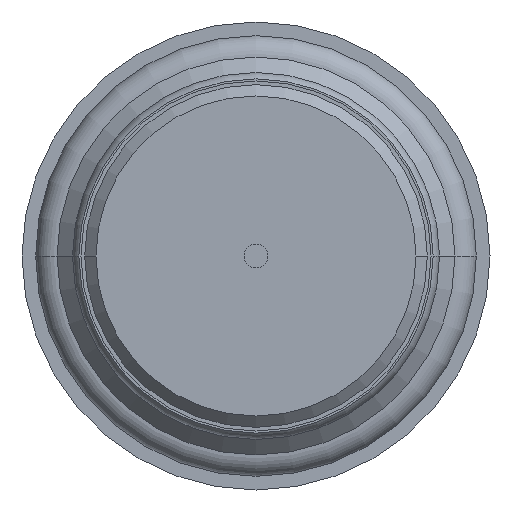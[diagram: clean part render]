
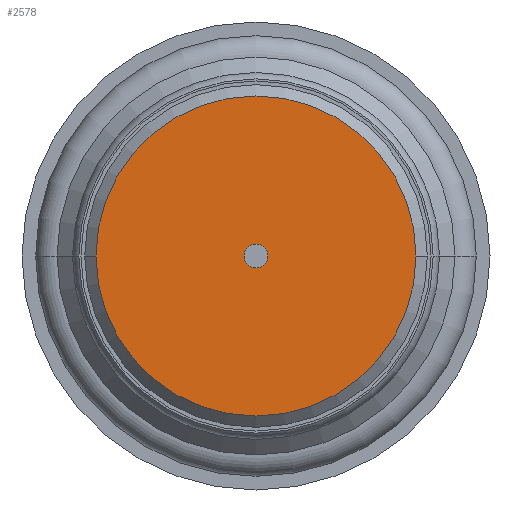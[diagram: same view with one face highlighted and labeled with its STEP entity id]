
A CAD part, left-side view. The second image highlights one B-rep face of the part: STEP entity #2578.
In plain terms, the highlighted planar face has unit normal (-1, 0, 0).
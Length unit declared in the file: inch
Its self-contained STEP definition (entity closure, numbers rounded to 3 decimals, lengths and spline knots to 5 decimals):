
#400=CARTESIAN_POINT('',(-2.118,0.,0.));
#401=DIRECTION('',(-1.,0.,0.));
#402=DIRECTION('',(0.,-1.,0.));
#403=AXIS2_PLACEMENT_3D('',#400,#401,#402);
#416=CARTESIAN_POINT('',(-2.118,0.,0.));
#417=DIRECTION('',(1.,0.,0.));
#418=DIRECTION('',(0.,1.,0.));
#419=AXIS2_PLACEMENT_3D('',#416,#417,#418);
#424=CARTESIAN_POINT('',(-2.118,0.,0.));
#425=DIRECTION('',(1.,0.,0.));
#426=DIRECTION('',(0.,-1.,0.));
#427=AXIS2_PLACEMENT_3D('',#424,#425,#426);
#432=CARTESIAN_POINT('',(-2.118,0.,0.));
#433=DIRECTION('',(1.,0.,0.));
#434=DIRECTION('',(0.,-1.,0.));
#435=AXIS2_PLACEMENT_3D('',#432,#433,#434);
#2017=CARTESIAN_POINT('',(-2.118,-0.4275,0.));
#2018=CARTESIAN_POINT('',(-2.118,0.4275,0.));
#2019=VERTEX_POINT('',#2017);
#2020=VERTEX_POINT('',#2018);
#2127=CARTESIAN_POINT('',(-2.118,0.0315,0.));
#2128=CARTESIAN_POINT('',(-2.118,-0.0315,0.));
#2129=VERTEX_POINT('',#2127);
#2130=VERTEX_POINT('',#2128);
#2562=CARTESIAN_POINT('',(-2.118,0.,0.));
#2563=DIRECTION('',(1.,0.,0.));
#2564=DIRECTION('',(0.,0.,-1.));
#2565=AXIS2_PLACEMENT_3D('',#2562,#2563,#2564);
#2566=PLANE('',#2565);
#2568=ORIENTED_EDGE('',*,*,#2567,.T.);
#2569=ORIENTED_EDGE('',*,*,#2552,.F.);
#2570=EDGE_LOOP('',(#2568,#2569));
#2571=FACE_OUTER_BOUND('',#2570,.F.);
#2573=ORIENTED_EDGE('',*,*,#2572,.F.);
#2575=ORIENTED_EDGE('',*,*,#2574,.F.);
#2576=EDGE_LOOP('',(#2573,#2575));
#2577=FACE_BOUND('',#2576,.F.);
#2578=ADVANCED_FACE('',(#2571,#2577),#2566,.F.);
#404=CIRCLE('',#403,0.4275);
#420=CIRCLE('',#419,0.0315);
#428=CIRCLE('',#427,0.0315);
#436=CIRCLE('',#435,0.4275);
#2552=EDGE_CURVE('',#2019,#2020,#404,.T.);
#2567=EDGE_CURVE('',#2019,#2020,#436,.T.);
#2572=EDGE_CURVE('',#2129,#2130,#420,.T.);
#2574=EDGE_CURVE('',#2130,#2129,#428,.T.);
